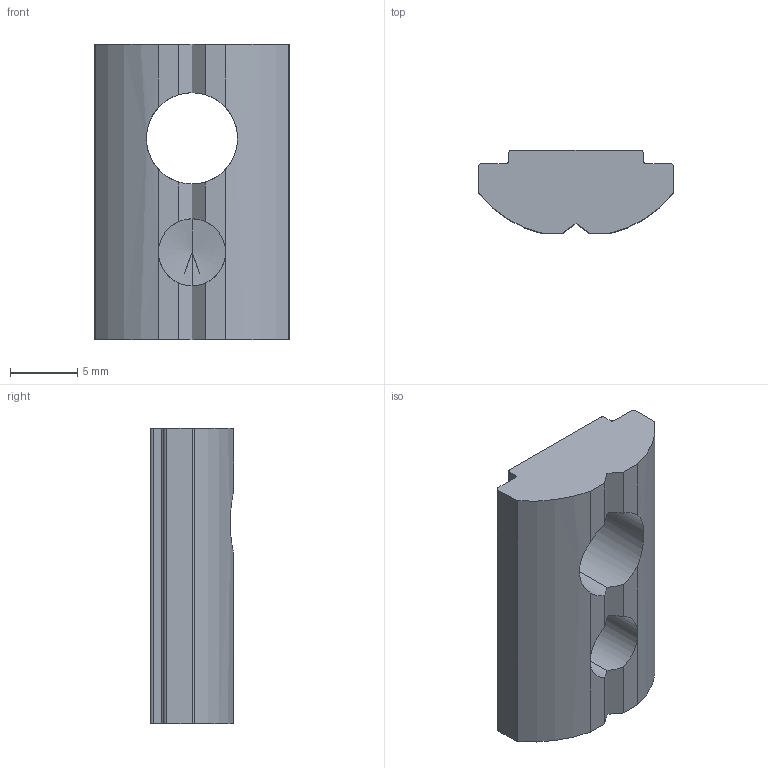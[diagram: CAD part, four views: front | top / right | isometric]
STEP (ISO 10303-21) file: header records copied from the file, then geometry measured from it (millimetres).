
FILE_DESCRIPTION (( 'STEP AP214' ), '1' );
FILE_NAME ('096128e.STEP', '2014-08-27T11:02:50', ( '' ), ( '' ), 'SwSTEP 2.0', 'SolidWorks 2014', '' );
FILE_SCHEMA (( 'AUTOMOTIVE_DESIGN' ));
Length unit declared in the file: millimetre
Products named in the file (1): 096128e
Bounding box: 14.5 x 6.2 x 22 mm (x, y, z)
Volume: 1295.8 mm3; surface area: 1109.5 mm2
Topology: 1 solids, 1 shells, 37 faces, 103 edges, 65 vertices
Faces by surface type: plane 21, cylinder 14, cone 2
Entity records: 1642 total; most frequent: CARTESIAN_POINT 258, ORIENTED_EDGE 202, DIRECTION 199, EDGE_CURVE 101, AXIS2_PLACEMENT_3D 70, VERTEX_POINT 65, VECTOR 59, LINE 59
